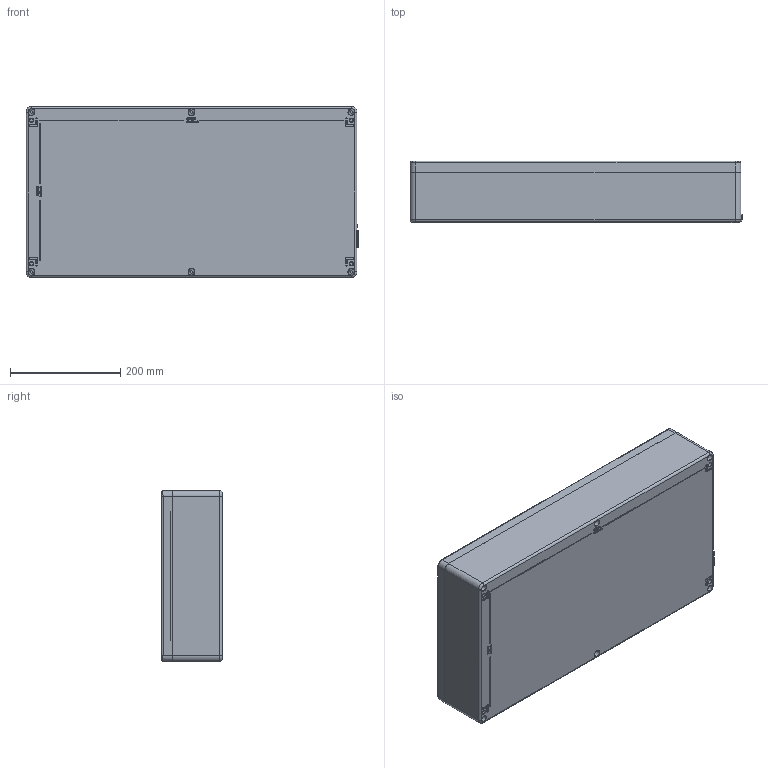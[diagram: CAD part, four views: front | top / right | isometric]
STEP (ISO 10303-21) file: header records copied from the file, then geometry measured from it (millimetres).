
FILE_DESCRIPTION (( 'STEP AP214' ), '1' );
FILE_NAME ('25316011.STEP', '2012-06-14T11:31:24', ( ' ' ), ( '' ), 'SwSTEP 2.0', 'SolidWorks 2011', '' );
FILE_SCHEMA (( 'AUTOMOTIVE_DESIGN' ));
Length unit declared in the file: millimetre
Products named in the file (11): 92441; 83171; 95947; 92081; 01316011_Ex Ausführung; 82015; 93134; 04072; 03072; 25316011
Assembly tree (15 placements, depth 4):
  25316011
    92441
    83171
    92081
    95947
    01316011_Ex Ausführung
      93134  x6
      82015
      04072
        04072
      03072
Bounding box: 602 x 111 x 310 mm (x, y, z)
Volume: 3374746 mm3; surface area: 1163567.3 mm2
Topology: 13 solids, 13 shells, 1831 faces, 4434 edges, 2695 vertices
Faces by surface type: bspline 544, plane 521, cylinder 363, torus 213, cone 190
Entity records: 81814 total; most frequent: CARTESIAN_POINT 46163, ORIENTED_EDGE 8042, DIRECTION 6264, EDGE_CURVE 4021, VERTEX_POINT 2445, AXIS2_PLACEMENT_3D 2393, EDGE_LOOP 1798, ADVANCED_FACE 1676
